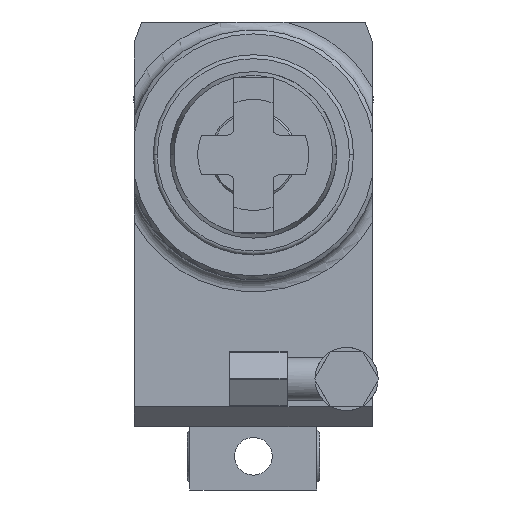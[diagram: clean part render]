
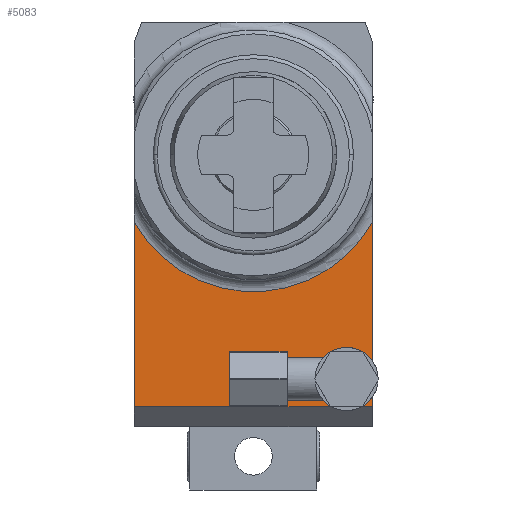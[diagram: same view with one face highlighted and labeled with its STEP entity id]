
A CAD part, left-side view. The second image highlights one B-rep face of the part: STEP entity #5083.
In plain terms, the highlighted planar face has unit normal (-1, 0, 0).
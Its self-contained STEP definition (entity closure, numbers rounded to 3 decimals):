
#91=DIRECTION('',(0.,0.,-1.));
#92=VECTOR('',#91,37.003);
#93=CARTESIAN_POINT('',(-65.5,-30.,18.963));
#94=LINE('',#93,#92);
#118=CARTESIAN_POINT('',(-65.5,-30.,18.963));
#205=DIRECTION('',(0.,0.,-1.));
#206=VECTOR('',#205,4.54);
#207=CARTESIAN_POINT('',(-65.5,-30.,-22.96));
#208=LINE('',#207,#206);
#319=CARTESIAN_POINT('',(-65.5,-23.5,-20.5));
#320=DIRECTION('',(-1.,0.,0.));
#321=DIRECTION('',(0.,0.,1.));
#322=AXIS2_PLACEMENT_3D('',#319,#320,#321);
#324=CARTESIAN_POINT('',(-65.5,-23.5,-20.5));
#325=DIRECTION('',(-1.,0.,0.));
#326=DIRECTION('',(0.,0.,-1.));
#327=AXIS2_PLACEMENT_3D('',#324,#325,#326);
#329=DIRECTION('',(0.,1.,0.));
#330=VECTOR('',#329,60.);
#331=CARTESIAN_POINT('',(-65.5,-30.,-27.5));
#332=LINE('',#331,#330);
#333=CARTESIAN_POINT('',(-65.5,-23.5,-20.5));
#334=DIRECTION('',(-1.,0.,0.));
#335=DIRECTION('',(0.,-0.935,0.354));
#336=AXIS2_PLACEMENT_3D('',#333,#334,#335);
#1112=CARTESIAN_POINT('',(-65.5,30.,18.963));
#1137=DIRECTION('',(0.,0.,1.));
#1138=VECTOR('',#1137,46.463);
#1139=CARTESIAN_POINT('',(-65.5,30.,-27.5));
#1140=LINE('',#1139,#1138);
#1383=CARTESIAN_POINT('',(-65.5,0.,36.));
#1384=DIRECTION('',(1.,0.,0.));
#1385=DIRECTION('',(0.,-0.87,-0.494));
#1386=AXIS2_PLACEMENT_3D('',#1383,#1384,#1385);
#4189=VERTEX_POINT('',#118);
#4190=VERTEX_POINT('',#1112);
#4217=CARTESIAN_POINT('',(-65.5,30.,-27.5));
#4219=VERTEX_POINT('',#4217);
#4220=CARTESIAN_POINT('',(-65.5,-30.,-27.5));
#4221=VERTEX_POINT('',#4220);
#4464=CARTESIAN_POINT('',(-65.5,-30.,-18.04));
#4465=CARTESIAN_POINT('',(-65.5,-30.,-22.96));
#4466=VERTEX_POINT('',#4464);
#4467=VERTEX_POINT('',#4465);
#4472=CARTESIAN_POINT('',(-65.5,-23.5,-13.55));
#4473=CARTESIAN_POINT('',(-65.5,-23.5,-27.45));
#4474=VERTEX_POINT('',#4472);
#4475=VERTEX_POINT('',#4473);
#5062=CARTESIAN_POINT('',(-65.5,0.,36.));
#5063=DIRECTION('',(1.,0.,0.));
#5064=DIRECTION('',(0.,0.,-1.));
#5065=AXIS2_PLACEMENT_3D('',#5062,#5063,#5064);
#5066=PLANE('',#5065);
#5068=ORIENTED_EDGE('',*,*,#5067,.T.);
#5070=ORIENTED_EDGE('',*,*,#5069,.T.);
#5071=ORIENTED_EDGE('',*,*,#4995,.T.);
#5073=ORIENTED_EDGE('',*,*,#5072,.T.);
#5075=ORIENTED_EDGE('',*,*,#5074,.T.);
#5077=ORIENTED_EDGE('',*,*,#5076,.F.);
#5078=ORIENTED_EDGE('',*,*,#4960,.T.);
#5080=ORIENTED_EDGE('',*,*,#5079,.T.);
#5081=EDGE_LOOP('',(#5068,#5070,#5071,#5073,#5075,#5077,#5078,#5080));
#5082=FACE_OUTER_BOUND('',#5081,.F.);
#5083=ADVANCED_FACE('',(#5082),#5066,.F.);
#323=CIRCLE('',#322,6.95);
#328=CIRCLE('',#327,6.95);
#337=CIRCLE('',#336,6.95);
#1387=CIRCLE('',#1386,34.5);
#4960=EDGE_CURVE('',#4189,#4466,#94,.T.);
#4995=EDGE_CURVE('',#4467,#4221,#208,.T.);
#5067=EDGE_CURVE('',#4474,#4475,#323,.T.);
#5069=EDGE_CURVE('',#4475,#4467,#328,.T.);
#5072=EDGE_CURVE('',#4221,#4219,#332,.T.);
#5074=EDGE_CURVE('',#4219,#4190,#1140,.T.);
#5076=EDGE_CURVE('',#4189,#4190,#1387,.T.);
#5079=EDGE_CURVE('',#4466,#4474,#337,.T.);
